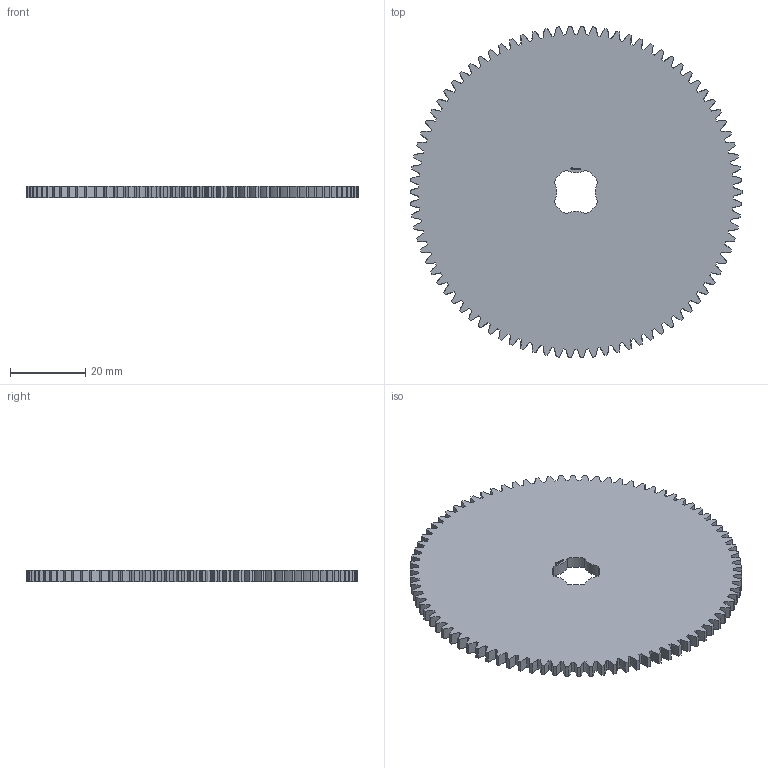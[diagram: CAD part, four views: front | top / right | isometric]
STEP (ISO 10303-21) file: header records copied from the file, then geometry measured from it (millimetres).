
FILE_DESCRIPTION(('FreeCAD Model'),'2;1');
FILE_NAME('Open CASCADE Shape Model','2024-03-11T23:07:07',(''),(''), 'Open CASCADE STEP processor 7.6','FreeCAD','Unknown');
FILE_SCHEMA(('AUTOMOTIVE_DESIGN { 1 0 10303 214 1 1 1 1 }'));
Products named in the file (1): Gear Wheel PLN TTH86 BU00.25 SFT-SHD - SPN-GWH-0321 (stemfie.org)
Bounding box: 88 x 87.97 x 3.12 mm (x, y, z)
Volume: 17750.1 mm3; surface area: 13187.7 mm2
Topology: 1 solids, 1 shells, 823 faces, 2376 edges, 1584 vertices
Faces by surface type: extrusion 490, plane 325, cylinder 8
Entity records: 79614 total; most frequent: CARTESIAN_POINT 29926, DIRECTION 6342, VECTOR 5626, LINE 5136, ORIENTED_EDGE 4752, PCURVE 4752, DEFINITIONAL_REPRESENTATION 4752, B_SPLINE_CURVE_WITH_KNOTS 2450
